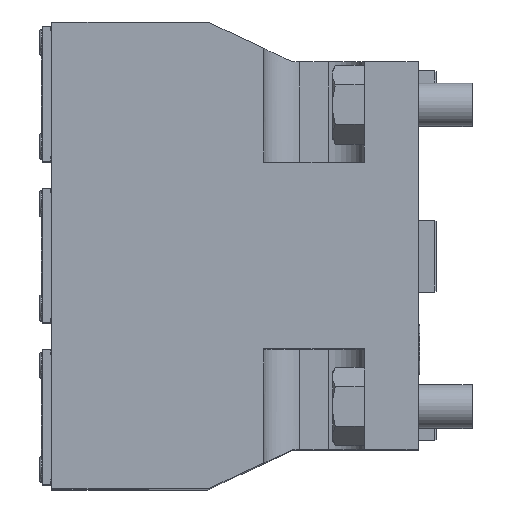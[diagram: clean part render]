
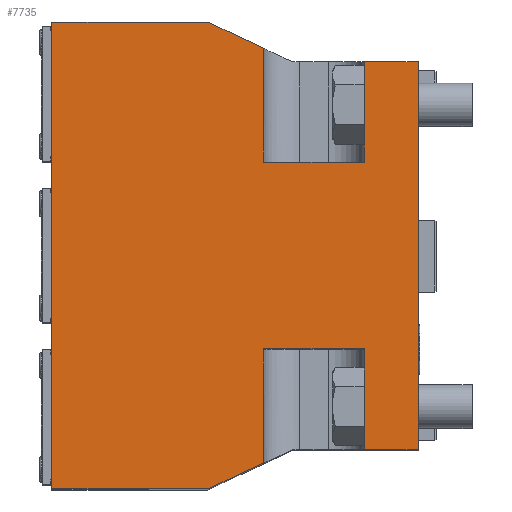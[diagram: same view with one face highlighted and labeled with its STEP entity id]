
A CAD part, top view. The second image highlights one B-rep face of the part: STEP entity #7735.
In plain terms, the highlighted planar face has unit normal (0, 0, 1).
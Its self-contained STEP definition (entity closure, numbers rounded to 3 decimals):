
#39=DIRECTION('',(0.,1.,0.));
#40=VECTOR('',#39,108.);
#41=CARTESIAN_POINT('',(0.,-54.,69.));
#42=LINE('',#41,#40);
#682=DIRECTION('',(-1.,0.,0.));
#683=VECTOR('',#682,28.);
#684=CARTESIAN_POINT('',(-15.,26.,69.));
#685=LINE('',#684,#683);
#686=DIRECTION('',(0.,1.,0.));
#687=VECTOR('',#686,28.);
#688=CARTESIAN_POINT('',(-15.,26.,69.));
#689=LINE('',#688,#687);
#690=DIRECTION('',(-1.,0.,0.));
#691=VECTOR('',#690,15.);
#692=CARTESIAN_POINT('',(0.,54.,69.));
#693=LINE('',#692,#691);
#694=DIRECTION('',(-1.,0.,0.));
#695=VECTOR('',#694,15.);
#696=CARTESIAN_POINT('',(0.,-54.,69.));
#697=LINE('',#696,#695);
#698=DIRECTION('',(0.,1.,0.));
#699=VECTOR('',#698,28.);
#700=CARTESIAN_POINT('',(-15.,-54.,69.));
#701=LINE('',#700,#699);
#702=DIRECTION('',(-1.,0.,0.));
#703=VECTOR('',#702,28.);
#704=CARTESIAN_POINT('',(-15.,-26.,69.));
#705=LINE('',#704,#703);
#706=DIRECTION('',(0.,-1.,0.));
#707=VECTOR('',#706,31.73);
#708=CARTESIAN_POINT('',(-43.,-26.,69.));
#709=LINE('',#708,#707);
#710=DIRECTION('',(-0.906,-0.423,0.));
#711=VECTOR('',#710,17.201);
#712=CARTESIAN_POINT('',(-43.,-57.73,69.));
#713=LINE('',#712,#711);
#714=DIRECTION('',(-1.,0.,0.));
#715=VECTOR('',#714,43.41);
#716=CARTESIAN_POINT('',(-58.59,-65.,69.));
#717=LINE('',#716,#715);
#718=DIRECTION('',(0.906,-0.423,0.));
#719=VECTOR('',#718,17.201);
#720=CARTESIAN_POINT('',(-58.59,65.,69.));
#721=LINE('',#720,#719);
#722=DIRECTION('',(0.,1.,0.));
#723=VECTOR('',#722,31.73);
#724=CARTESIAN_POINT('',(-43.,26.,69.));
#725=LINE('',#724,#723);
#1605=DIRECTION('',(-1.,0.,0.));
#1606=VECTOR('',#1605,43.41);
#1607=CARTESIAN_POINT('',(-58.59,65.,69.));
#1608=LINE('',#1607,#1606);
#1633=DIRECTION('',(0.,1.,0.));
#1634=VECTOR('',#1633,130.);
#1635=CARTESIAN_POINT('',(-102.,-65.,69.));
#1636=LINE('',#1635,#1634);
#5717=CARTESIAN_POINT('',(-102.,-65.,69.));
#5718=CARTESIAN_POINT('',(-102.,65.,69.));
#5719=VERTEX_POINT('',#5717);
#5720=VERTEX_POINT('',#5718);
#5739=CARTESIAN_POINT('',(-58.59,-65.,69.));
#5740=VERTEX_POINT('',#5739);
#5741=CARTESIAN_POINT('',(-58.59,65.,69.));
#5742=VERTEX_POINT('',#5741);
#5757=CARTESIAN_POINT('',(0.,-54.,69.));
#5758=CARTESIAN_POINT('',(0.,54.,69.));
#5759=VERTEX_POINT('',#5757);
#5760=VERTEX_POINT('',#5758);
#5761=CARTESIAN_POINT('',(-15.,-54.,69.));
#5762=CARTESIAN_POINT('',(-15.,-26.,69.));
#5763=VERTEX_POINT('',#5761);
#5764=VERTEX_POINT('',#5762);
#5765=CARTESIAN_POINT('',(-43.,-26.,69.));
#5766=CARTESIAN_POINT('',(-43.,-57.73,69.));
#5767=VERTEX_POINT('',#5765);
#5768=VERTEX_POINT('',#5766);
#5769=CARTESIAN_POINT('',(-15.,26.,69.));
#5770=CARTESIAN_POINT('',(-43.,26.,69.));
#5771=VERTEX_POINT('',#5769);
#5772=VERTEX_POINT('',#5770);
#5773=CARTESIAN_POINT('',(-43.,57.73,69.));
#5774=VERTEX_POINT('',#5773);
#5775=CARTESIAN_POINT('',(-15.,54.,69.));
#5776=VERTEX_POINT('',#5775);
#7705=CARTESIAN_POINT('',(0.,-65.,69.));
#7706=DIRECTION('',(0.,0.,1.));
#7707=DIRECTION('',(0.,1.,0.));
#7708=AXIS2_PLACEMENT_3D('',#7705,#7706,#7707);
#7709=PLANE('',#7708);
#7711=ORIENTED_EDGE('',*,*,#7710,.F.);
#7713=ORIENTED_EDGE('',*,*,#7712,.T.);
#7715=ORIENTED_EDGE('',*,*,#7714,.F.);
#7716=ORIENTED_EDGE('',*,*,#7085,.F.);
#7718=ORIENTED_EDGE('',*,*,#7717,.T.);
#7720=ORIENTED_EDGE('',*,*,#7719,.T.);
#7721=ORIENTED_EDGE('',*,*,#7295,.T.);
#7722=ORIENTED_EDGE('',*,*,#7313,.T.);
#7723=ORIENTED_EDGE('',*,*,#7337,.T.);
#7724=ORIENTED_EDGE('',*,*,#7688,.T.);
#7726=ORIENTED_EDGE('',*,*,#7725,.T.);
#7728=ORIENTED_EDGE('',*,*,#7727,.F.);
#7730=ORIENTED_EDGE('',*,*,#7729,.T.);
#7732=ORIENTED_EDGE('',*,*,#7731,.F.);
#7733=EDGE_LOOP('',(#7711,#7713,#7715,#7716,#7718,#7720,#7721,#7722,#7723,#7724,
#7726,#7728,#7730,#7732));
#7734=FACE_OUTER_BOUND('',#7733,.F.);
#7735=ADVANCED_FACE('',(#7734),#7709,.T.);
#7085=EDGE_CURVE('',#5759,#5760,#42,.T.);
#7295=EDGE_CURVE('',#5764,#5767,#705,.T.);
#7313=EDGE_CURVE('',#5767,#5768,#709,.T.);
#7337=EDGE_CURVE('',#5768,#5740,#713,.T.);
#7688=EDGE_CURVE('',#5740,#5719,#717,.T.);
#7710=EDGE_CURVE('',#5771,#5772,#685,.T.);
#7712=EDGE_CURVE('',#5771,#5776,#689,.T.);
#7714=EDGE_CURVE('',#5760,#5776,#693,.T.);
#7717=EDGE_CURVE('',#5759,#5763,#697,.T.);
#7719=EDGE_CURVE('',#5763,#5764,#701,.T.);
#7725=EDGE_CURVE('',#5719,#5720,#1636,.T.);
#7727=EDGE_CURVE('',#5742,#5720,#1608,.T.);
#7729=EDGE_CURVE('',#5742,#5774,#721,.T.);
#7731=EDGE_CURVE('',#5772,#5774,#725,.T.);
